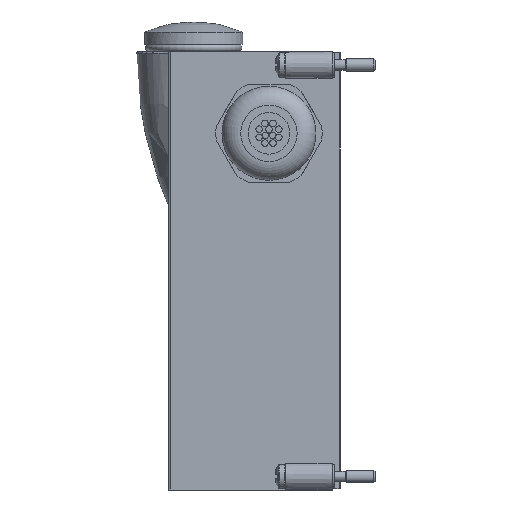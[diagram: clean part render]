
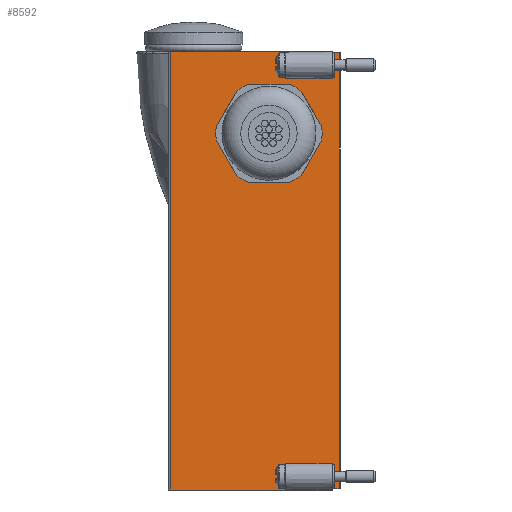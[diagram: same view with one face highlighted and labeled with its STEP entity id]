
A CAD part, left-side view. The second image highlights one B-rep face of the part: STEP entity #8592.
In plain terms, the highlighted planar face has unit normal (-1, 0.009, 0).
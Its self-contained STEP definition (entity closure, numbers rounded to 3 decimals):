
#432=ELLIPSE('',#9322,10.866,10.865);
#1771=ORIENTED_EDGE('',*,*,#4096,.F.);
#1772=ORIENTED_EDGE('',*,*,#4097,.F.);
#1773=ORIENTED_EDGE('',*,*,#4098,.T.);
#1774=ORIENTED_EDGE('',*,*,#4099,.F.);
#1775=ORIENTED_EDGE('',*,*,#4100,.F.);
#1776=ORIENTED_EDGE('',*,*,#4101,.F.);
#1777=ORIENTED_EDGE('',*,*,#4102,.F.);
#1778=ORIENTED_EDGE('',*,*,#4103,.F.);
#1779=ORIENTED_EDGE('',*,*,#4104,.F.);
#1780=ORIENTED_EDGE('',*,*,#4105,.T.);
#1781=ORIENTED_EDGE('',*,*,#4094,.T.);
#1782=ORIENTED_EDGE('',*,*,#4106,.F.);
#1783=ORIENTED_EDGE('',*,*,#4107,.F.);
#1784=ORIENTED_EDGE('',*,*,#4108,.F.);
#1785=ORIENTED_EDGE('',*,*,#4109,.F.);
#1786=ORIENTED_EDGE('',*,*,#4110,.F.);
#1787=ORIENTED_EDGE('',*,*,#4111,.T.);
#1788=ORIENTED_EDGE('',*,*,#4112,.F.);
#1789=ORIENTED_EDGE('',*,*,#4006,.T.);
#1790=ORIENTED_EDGE('',*,*,#4113,.F.);
#1791=ORIENTED_EDGE('',*,*,#4114,.F.);
#4006=EDGE_CURVE('',#5161,#5160,#5845,.T.);
#4094=EDGE_CURVE('',#5233,#5232,#5901,.T.);
#4096=EDGE_CURVE('',#5234,#5234,#432,.F.);
#4097=EDGE_CURVE('',#5235,#5236,#5902,.T.);
#4098=EDGE_CURVE('',#5235,#5237,#5903,.T.);
#4099=EDGE_CURVE('',#5238,#5237,#5904,.T.);
#4100=EDGE_CURVE('',#5239,#5238,#5905,.T.);
#4101=EDGE_CURVE('',#5240,#5239,#5906,.T.);
#4102=EDGE_CURVE('',#5241,#5240,#5907,.T.);
#4103=EDGE_CURVE('',#5242,#5241,#5908,.T.);
#4104=EDGE_CURVE('',#5243,#5242,#5909,.T.);
#4105=EDGE_CURVE('',#5243,#5233,#5910,.T.);
#4106=EDGE_CURVE('',#5244,#5232,#5911,.T.);
#4107=EDGE_CURVE('',#5245,#5244,#5912,.T.);
#4108=EDGE_CURVE('',#5246,#5245,#5913,.T.);
#4109=EDGE_CURVE('',#5247,#5246,#5914,.T.);
#4110=EDGE_CURVE('',#5248,#5247,#5915,.T.);
#4111=EDGE_CURVE('',#5248,#5249,#5916,.T.);
#4112=EDGE_CURVE('',#5161,#5249,#5917,.T.);
#4113=EDGE_CURVE('',#5250,#5160,#5918,.T.);
#4114=EDGE_CURVE('',#5236,#5250,#5919,.T.);
#5160=VERTEX_POINT('',#14165);
#5161=VERTEX_POINT('',#14167);
#5232=VERTEX_POINT('',#14402);
#5233=VERTEX_POINT('',#14404);
#5234=VERTEX_POINT('',#14408);
#5235=VERTEX_POINT('',#14410);
#5236=VERTEX_POINT('',#14411);
#5237=VERTEX_POINT('',#14413);
#5238=VERTEX_POINT('',#14415);
#5239=VERTEX_POINT('',#14417);
#5240=VERTEX_POINT('',#14419);
#5241=VERTEX_POINT('',#14421);
#5242=VERTEX_POINT('',#14423);
#5243=VERTEX_POINT('',#14425);
#5244=VERTEX_POINT('',#14428);
#5245=VERTEX_POINT('',#14430);
#5246=VERTEX_POINT('',#14432);
#5247=VERTEX_POINT('',#14434);
#5248=VERTEX_POINT('',#14436);
#5249=VERTEX_POINT('',#14438);
#5250=VERTEX_POINT('',#14441);
#5845=LINE('',#14166,#6380);
#5901=LINE('',#14403,#6436);
#5902=LINE('',#14409,#6437);
#5903=LINE('',#14412,#6438);
#5904=LINE('',#14414,#6439);
#5905=LINE('',#14416,#6440);
#5906=LINE('',#14418,#6441);
#5907=LINE('',#14420,#6442);
#5908=LINE('',#14422,#6443);
#5909=LINE('',#14424,#6444);
#5910=LINE('',#14426,#6445);
#5911=LINE('',#14427,#6446);
#5912=LINE('',#14429,#6447);
#5913=LINE('',#14431,#6448);
#5914=LINE('',#14433,#6449);
#5915=LINE('',#14435,#6450);
#5916=LINE('',#14437,#6451);
#5917=LINE('',#14439,#6452);
#5918=LINE('',#14440,#6453);
#5919=LINE('',#14442,#6454);
#6380=VECTOR('',#10619,1000.);
#6436=VECTOR('',#10751,1000.);
#6437=VECTOR('',#10758,1000.);
#6438=VECTOR('',#10759,1000.);
#6439=VECTOR('',#10760,1000.);
#6440=VECTOR('',#10761,1000.);
#6441=VECTOR('',#10762,1000.);
#6442=VECTOR('',#10763,1000.);
#6443=VECTOR('',#10764,1000.);
#6444=VECTOR('',#10765,1000.);
#6445=VECTOR('',#10766,1000.);
#6446=VECTOR('',#10767,1000.);
#6447=VECTOR('',#10768,1000.);
#6448=VECTOR('',#10769,1000.);
#6449=VECTOR('',#10770,1000.);
#6450=VECTOR('',#10771,1000.);
#6451=VECTOR('',#10772,1000.);
#6452=VECTOR('',#10773,1000.);
#6453=VECTOR('',#10774,1000.);
#6454=VECTOR('',#10775,1000.);
#6926=EDGE_LOOP('',(#1771));
#6927=EDGE_LOOP('',(#1772,#1773,#1774,#1775,#1776,#1777,#1778,#1779,#1780,
#1781,#1782,#1783,#1784,#1785,#1786,#1787,#1788,#1789,#1790,#1791));
#7650=FACE_BOUND('',#6926,.T.);
#7651=FACE_BOUND('',#6927,.T.);
#8274=PLANE('',#9321);
#8592=ADVANCED_FACE('',(#7650,#7651),#8274,.F.);
#9321=AXIS2_PLACEMENT_3D('',#14406,#10754,#10755);
#9322=AXIS2_PLACEMENT_3D('',#14407,#10756,#10757);
#10619=DIRECTION('',(-0.009,-1.,0.));
#10751=DIRECTION('',(-0.009,-1.,0.));
#10754=DIRECTION('',(1.,-0.009,0.));
#10755=DIRECTION('',(0.009,1.,0.));
#10756=DIRECTION('',(1.,-0.009,0.));
#10757=DIRECTION('',(-0.009,-1.,0.));
#10758=DIRECTION('',(0.,0.,1.));
#10759=DIRECTION('',(0.009,1.,0.));
#10760=DIRECTION('',(0.,0.,1.));
#10761=DIRECTION('',(-0.009,-1.,-0.009));
#10762=DIRECTION('',(0.,0.,-1.));
#10763=DIRECTION('',(0.009,1.,-0.009));
#10764=DIRECTION('',(0.,0.,-1.));
#10765=DIRECTION('',(-0.009,-1.,0.));
#10766=DIRECTION('',(0.,0.,-1.));
#10767=DIRECTION('',(0.,0.,-1.));
#10768=DIRECTION('',(-0.009,-1.,-0.009));
#10769=DIRECTION('',(0.,0.,-1.));
#10770=DIRECTION('',(0.009,1.,-0.009));
#10771=DIRECTION('',(0.,0.,1.));
#10772=DIRECTION('',(-0.009,-1.,0.));
#10773=DIRECTION('',(0.,0.,1.));
#10774=DIRECTION('',(0.,0.,-1.));
#10775=DIRECTION('',(-0.009,-1.,0.));
#14165=CARTESIAN_POINT('',(-13.915,-35.597,-53.35));
#14166=CARTESIAN_POINT('',(-13.554,5.704,-53.35));
#14167=CARTESIAN_POINT('',(-13.904,-34.4,-53.35));
#14402=CARTESIAN_POINT('',(-13.9,-33.9,-53.65));
#14403=CARTESIAN_POINT('',(-13.554,5.704,-53.65));
#14404=CARTESIAN_POINT('',(-13.554,5.704,-53.65));
#14406=CARTESIAN_POINT('',(-13.554,5.704,53.35));
#14407=CARTESIAN_POINT('',(-13.766,-18.495,33.65));
#14408=CARTESIAN_POINT('',(-13.86,-29.36,33.65));
#14409=CARTESIAN_POINT('',(-13.904,-34.4,53.35));
#14410=CARTESIAN_POINT('',(-13.904,-34.4,47.35));
#14411=CARTESIAN_POINT('',(-13.904,-34.4,53.35));
#14412=CARTESIAN_POINT('',(-13.554,5.704,47.35));
#14413=CARTESIAN_POINT('',(-13.9,-33.9,47.35));
#14414=CARTESIAN_POINT('',(-13.9,-33.9,53.35));
#14415=CARTESIAN_POINT('',(-13.9,-33.9,47.066));
#14416=CARTESIAN_POINT('',(-13.554,5.756,47.412));
#14417=CARTESIAN_POINT('',(-13.8,-22.4,47.167));
#14418=CARTESIAN_POINT('',(-13.8,-22.4,53.35));
#14419=CARTESIAN_POINT('',(-13.8,-22.4,53.533));
#14420=CARTESIAN_POINT('',(-13.554,5.704,53.288));
#14421=CARTESIAN_POINT('',(-13.9,-33.9,53.634));
#14422=CARTESIAN_POINT('',(-13.9,-33.9,53.65));
#14423=CARTESIAN_POINT('',(-13.9,-33.9,53.65));
#14424=CARTESIAN_POINT('',(-13.554,5.704,53.65));
#14425=CARTESIAN_POINT('',(-13.554,5.704,53.65));
#14426=CARTESIAN_POINT('',(-13.554,5.704,53.35));
#14427=CARTESIAN_POINT('',(-13.9,-33.9,53.65));
#14428=CARTESIAN_POINT('',(-13.9,-33.9,-53.634));
#14429=CARTESIAN_POINT('',(-13.546,6.635,-53.28));
#14430=CARTESIAN_POINT('',(-13.8,-22.4,-53.533));
#14431=CARTESIAN_POINT('',(-13.8,-22.4,53.35));
#14432=CARTESIAN_POINT('',(-13.8,-22.4,-47.167));
#14433=CARTESIAN_POINT('',(-13.562,4.825,-47.404));
#14434=CARTESIAN_POINT('',(-13.9,-33.9,-47.066));
#14435=CARTESIAN_POINT('',(-13.9,-33.9,53.35));
#14436=CARTESIAN_POINT('',(-13.9,-33.9,-47.35));
#14437=CARTESIAN_POINT('',(-13.554,5.704,-47.35));
#14438=CARTESIAN_POINT('',(-13.904,-34.4,-47.35));
#14439=CARTESIAN_POINT('',(-13.904,-34.4,53.35));
#14440=CARTESIAN_POINT('',(-13.915,-35.597,53.35));
#14441=CARTESIAN_POINT('',(-13.915,-35.597,53.35));
#14442=CARTESIAN_POINT('',(-13.554,5.704,53.35));
